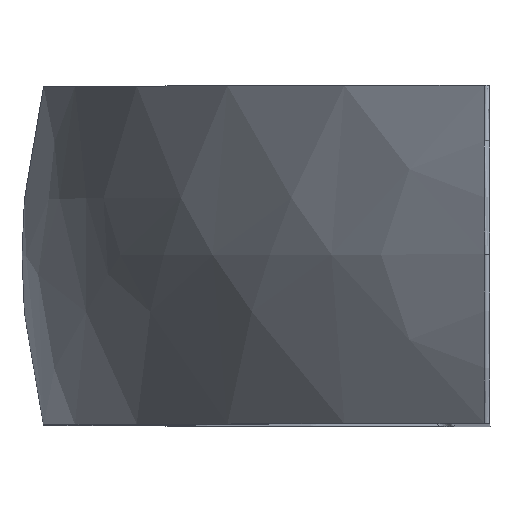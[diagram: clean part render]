
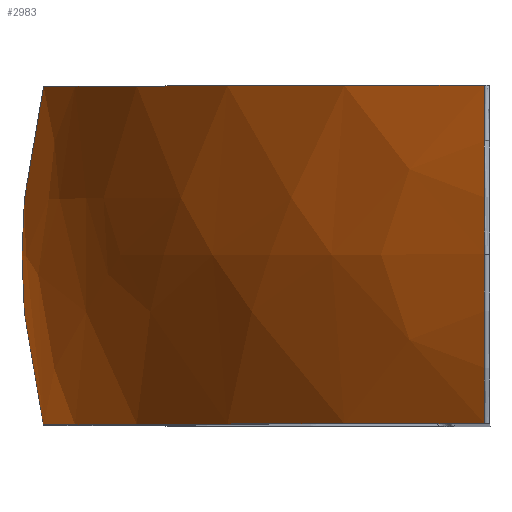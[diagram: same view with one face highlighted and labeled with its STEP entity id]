
A CAD part, top view. The second image highlights one B-rep face of the part: STEP entity #2983.
In plain terms, the highlighted free-form (B-spline) face has degree [3, 3] with [4, 4] control points.
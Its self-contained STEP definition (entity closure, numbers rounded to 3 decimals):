
#1=CARTESIAN_POINT('',(-195.597,-47.5,253.893));
#17=CARTESIAN_POINT('',(-195.597,-47.5,-253.894));
#19=CARTESIAN_POINT('',(0.,-47.5,0.));
#20=DIRECTION('',(0.,1.,0.));
#21=DIRECTION('',(-0.61,0.,-0.792));
#22=AXIS2_PLACEMENT_3D('',#19,#20,#21);
#61=CARTESIAN_POINT('',(-195.6,-0.033,75.733));
#62=DIRECTION('',(1.,0.,0.));
#63=DIRECTION('',(0.,0.258,0.966));
#64=AXIS2_PLACEMENT_3D('',#61,#62,#63);
#66=CARTESIAN_POINT('',(-195.6,0.035,75.713));
#67=DIRECTION('',(1.,0.,0.));
#68=DIRECTION('',(0.,0.,1.));
#69=AXIS2_PLACEMENT_3D('',#66,#67,#68);
#71=CARTESIAN_POINT('',(-195.6,0.03,-75.754));
#72=DIRECTION('',(1.,0.,0.));
#73=DIRECTION('',(0.,-0.258,-0.966));
#74=AXIS2_PLACEMENT_3D('',#71,#72,#73);
#76=CARTESIAN_POINT('',(-195.599,-0.033,
-75.731));
#77=DIRECTION('',(1.,0.,0.));
#78=DIRECTION('',(0.,0.,-1.));
#79=AXIS2_PLACEMENT_3D('',#76,#77,#78);
#93=CARTESIAN_POINT('',(-195.597,47.5,253.894));
#95=CARTESIAN_POINT('',(0.,47.5,0.));
#96=DIRECTION('',(0.,-1.,0.));
#97=DIRECTION('',(-0.61,0.,0.792));
#98=AXIS2_PLACEMENT_3D('',#95,#96,#97);
#2319=VERTEX_POINT('',#1);
#2323=VERTEX_POINT('',#17);
#2350=VERTEX_POINT('',#93);
#2351=CARTESIAN_POINT('',(-195.597,47.5,
-253.894));
#2352=VERTEX_POINT('',#2351);
#2356=CARTESIAN_POINT('',(-195.601,0.,
260.122));
#2357=VERTEX_POINT('',#2356);
#2440=CARTESIAN_POINT('',(-195.6,0.,
-260.123));
#2441=VERTEX_POINT('',#2440);
#2954=CARTESIAN_POINT('',(-182.772,49.371,262.786));
#2955=CARTESIAN_POINT('',(-186.87,16.717,268.678));
#2956=CARTESIAN_POINT('',(-186.87,-16.717,
268.678));
#2957=CARTESIAN_POINT('',(-182.772,-49.371,
262.786));
#2958=CARTESIAN_POINT('',(-384.208,49.371,122.684));
#2959=CARTESIAN_POINT('',(-392.822,16.717,125.434));
#2960=CARTESIAN_POINT('',(-392.822,-16.717,
125.434));
#2961=CARTESIAN_POINT('',(-384.208,-49.371,
122.684));
#2962=CARTESIAN_POINT('',(-384.208,49.371,
-122.684));
#2963=CARTESIAN_POINT('',(-392.822,16.717,
-125.434));
#2964=CARTESIAN_POINT('',(-392.822,-16.717,
-125.434));
#2965=CARTESIAN_POINT('',(-384.208,-49.371,
-122.684));
#2966=CARTESIAN_POINT('',(-182.772,49.371,
-262.786));
#2967=CARTESIAN_POINT('',(-186.87,16.717,
-268.678));
#2968=CARTESIAN_POINT('',(-186.87,-16.717,
-268.678));
#2969=CARTESIAN_POINT('',(-182.772,-49.371,
-262.786));
#2970=(BOUNDED_SURFACE()B_SPLINE_SURFACE(3,3,((#2954,#2955,#2956,#2957),(#2958,
#2959,#2960,#2961),(#2962,#2963,#2964,#2965),(#2966,#2967,#2968,#2969)),
.UNSPECIFIED.,.F.,.F.,.F.)B_SPLINE_SURFACE_WITH_KNOTS((4,4),(4,4),(0.,1.),(
0.,1.),.UNSPECIFIED.)GEOMETRIC_REPRESENTATION_ITEM()RATIONAL_B_SPLINE_SURFACE(((1.288,1.268,1.268,1.288),(
0.92,0.905,0.905,0.92),(
0.92,0.905,0.905,0.92),(
1.288,1.268,1.268,1.288)))REPRESENTATION_ITEM('')SURFACE());
#2972=ORIENTED_EDGE('',*,*,#2971,.T.);
#2973=ORIENTED_EDGE('',*,*,#2945,.T.);
#2974=ORIENTED_EDGE('',*,*,#2924,.F.);
#2976=ORIENTED_EDGE('',*,*,#2975,.T.);
#2978=ORIENTED_EDGE('',*,*,#2977,.T.);
#2980=ORIENTED_EDGE('',*,*,#2979,.F.);
#2981=EDGE_LOOP('',(#2972,#2973,#2974,#2976,#2978,#2980));
#2982=FACE_OUTER_BOUND('',#2981,.F.);
#2983=ADVANCED_FACE('',(#2982),#2970,.T.);
#23=CIRCLE('',#22,320.5);
#65=CIRCLE('',#64,184.39);
#70=CIRCLE('',#69,184.41);
#75=CIRCLE('',#74,184.369);
#80=CIRCLE('',#79,184.392);
#99=CIRCLE('',#98,320.5);
#2924=EDGE_CURVE('',#2323,#2319,#23,.T.);
#2945=EDGE_CURVE('',#2357,#2319,#70,.T.);
#2971=EDGE_CURVE('',#2350,#2357,#65,.T.);
#2975=EDGE_CURVE('',#2323,#2441,#75,.T.);
#2977=EDGE_CURVE('',#2441,#2352,#80,.T.);
#2979=EDGE_CURVE('',#2350,#2352,#99,.T.);
